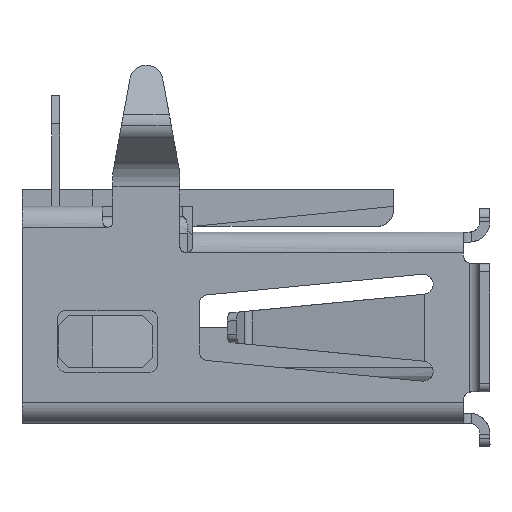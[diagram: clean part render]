
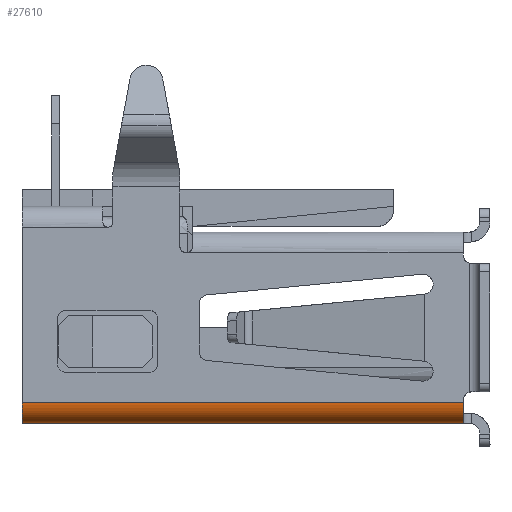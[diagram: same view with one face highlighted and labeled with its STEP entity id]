
A CAD part, left-side view. The second image highlights one B-rep face of the part: STEP entity #27610.
In plain terms, the highlighted free-form (B-spline) face has degree [1, 3] with [2, 4] control points.
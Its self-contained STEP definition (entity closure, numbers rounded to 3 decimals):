
#1428 = CARTESIAN_POINT ( 'NONE',  ( -2.43, 4.612, -1.719 ) ) ;
#1452 = CARTESIAN_POINT ( 'NONE',  ( -3.05, -8.588, -1.099 ) ) ;
#2440 = B_SPLINE_CURVE_WITH_KNOTS ( 'NONE', 1,
 ( #26955, #15472 ),
 .UNSPECIFIED., .F., .F.,
 ( 2, 2 ),
 ( 0., 1. ),
 .UNSPECIFIED. ) ;
#2464 = EDGE_LOOP ( 'NONE', ( #30978, #30034, #34840, #20242 ) ) ;
#4113 = CARTESIAN_POINT ( 'NONE',  ( -2.983, 4.612, -1.422 ) ) ;
#4240 = CARTESIAN_POINT ( 'NONE',  ( -3.05, 4.612, -1.099 ) ) ;
#6902 = VERTEX_POINT ( 'NONE', #8318 ) ;
#7051 = CARTESIAN_POINT ( 'NONE',  ( -2.43, 4.612, -1.719 ) ) ;
#7183 = VERTEX_POINT ( 'NONE', #20777 ) ;
#7194 = CARTESIAN_POINT ( 'NONE',  ( -3.051, -8.588, -1.261 ) ) ;
#8318 = CARTESIAN_POINT ( 'NONE',  ( -2.43, -8.588, -1.719 ) ) ;
#9722 = VERTEX_POINT ( 'NONE', #34218 ) ;
#9766 = CARTESIAN_POINT ( 'NONE',  ( -2.793, -8.588, -1.719 ) ) ;
#10396 = FACE_OUTER_BOUND ( 'NONE', #2464, .T. ) ;
#11883 = B_SPLINE_CURVE_WITH_KNOTS ( 'NONE', 3,
 ( #1428, #18139, #17893, #4113, #20969, #4240 ),
 .UNSPECIFIED., .F., .F.,
 ( 4, 2, 4 ),
 ( 0., 0.785, 1.571 ),
 .UNSPECIFIED. ) ;
#15252 = CARTESIAN_POINT ( 'NONE',  ( -3.05, 4.612, -1.099 ) ) ;
#15472 = CARTESIAN_POINT ( 'NONE',  ( -2.43, -8.588, -1.719 ) ) ;
#17893 = CARTESIAN_POINT ( 'NONE',  ( -2.754, 4.612, -1.652 ) ) ;
#18139 = CARTESIAN_POINT ( 'NONE',  ( -2.593, 4.612, -1.72 ) ) ;
#18415 = CARTESIAN_POINT ( 'NONE',  ( -2.593, -8.588, -1.72 ) ) ;
#18460 = CARTESIAN_POINT ( 'NONE',  ( -3.05, -8.588, -1.099 ) ) ;
#19149 = B_SPLINE_CURVE_WITH_KNOTS ( 'NONE', 3,
 ( #21254, #7194, #26732, #32330, #18415, #27351 ),
 .UNSPECIFIED., .F., .F.,
 ( 4, 2, 4 ),
 ( 0., 0.785, 1.571 ),
 .UNSPECIFIED. ) ;
#20153 = EDGE_CURVE ( 'NONE', #25465, #9722, #26349, .T. ) ;
#20242 = ORIENTED_EDGE ( 'NONE', *, *, #20153, .T. ) ;
#20777 = CARTESIAN_POINT ( 'NONE',  ( -2.43, 4.612, -1.719 ) ) ;
#20969 = CARTESIAN_POINT ( 'NONE',  ( -3.051, 4.612, -1.261 ) ) ;
#20978 = CARTESIAN_POINT ( 'NONE',  ( -3.05, -8.588, -1.099 ) ) ;
#21201 =( BOUNDED_SURFACE ( )  B_SPLINE_SURFACE ( 1, 3, ( 
 ( #15252, #34678, #26475, #7051 ),
 ( #1452, #35038, #9766, #26109 ) ),
 .UNSPECIFIED., .F., .F., .F. ) 
 B_SPLINE_SURFACE_WITH_KNOTS ( ( 2, 2 ),
 ( 4, 4 ),
 ( 0.019, 0.981 ),
 ( 0., 1. ),
 .UNSPECIFIED. ) 
 GEOMETRIC_REPRESENTATION_ITEM ( )  RATIONAL_B_SPLINE_SURFACE ( (
 ( 1., 0.805, 0.805, 1.),
 ( 1., 0.805, 0.805, 1.) ) ) 
 REPRESENTATION_ITEM ( '' )  SURFACE ( )  );
#21254 = CARTESIAN_POINT ( 'NONE',  ( -3.05, -8.588, -1.099 ) ) ;
#25394 = EDGE_CURVE ( 'NONE', #7183, #6902, #2440, .T. ) ;
#25465 = VERTEX_POINT ( 'NONE', #20978 ) ;
#26109 = CARTESIAN_POINT ( 'NONE',  ( -2.43, -8.588, -1.719 ) ) ;
#26349 = B_SPLINE_CURVE_WITH_KNOTS ( 'NONE', 1,
 ( #18460, #31891 ),
 .UNSPECIFIED., .F., .F.,
 ( 2, 2 ),
 ( 0., 1. ),
 .UNSPECIFIED. ) ;
#26475 = CARTESIAN_POINT ( 'NONE',  ( -2.793, 4.612, -1.719 ) ) ;
#26732 = CARTESIAN_POINT ( 'NONE',  ( -2.983, -8.588, -1.422 ) ) ;
#26955 = CARTESIAN_POINT ( 'NONE',  ( -2.43, 4.612, -1.719 ) ) ;
#27351 = CARTESIAN_POINT ( 'NONE',  ( -2.43, -8.588, -1.719 ) ) ;
#27610 = ADVANCED_FACE ( 'NONE', ( #10396 ), #21201, .F. ) ;
#27928 = EDGE_CURVE ( 'NONE', #7183, #9722, #11883, .T. ) ;
#30034 = ORIENTED_EDGE ( 'NONE', *, *, #25394, .T. ) ;
#30978 = ORIENTED_EDGE ( 'NONE', *, *, #27928, .F. ) ;
#31891 = CARTESIAN_POINT ( 'NONE',  ( -3.05, 4.612, -1.099 ) ) ;
#32330 = CARTESIAN_POINT ( 'NONE',  ( -2.754, -8.588, -1.652 ) ) ;
#34218 = CARTESIAN_POINT ( 'NONE',  ( -3.05, 4.612, -1.099 ) ) ;
#34678 = CARTESIAN_POINT ( 'NONE',  ( -3.05, 4.612, -1.462 ) ) ;
#34840 = ORIENTED_EDGE ( 'NONE', *, *, #35905, .F. ) ;
#35038 = CARTESIAN_POINT ( 'NONE',  ( -3.05, -8.588, -1.462 ) ) ;
#35905 = EDGE_CURVE ( 'NONE', #25465, #6902, #19149, .T. ) ;
